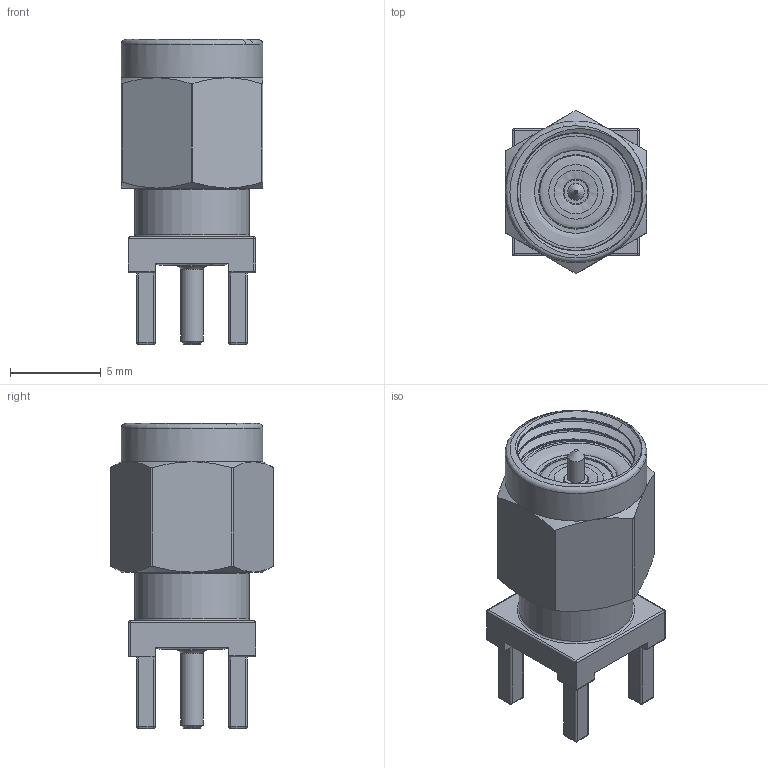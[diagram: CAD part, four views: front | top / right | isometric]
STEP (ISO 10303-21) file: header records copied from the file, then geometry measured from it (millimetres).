
FILE_DESCRIPTION(('STEP AP203'), '1');
FILE_NAME('KLS1-SMA007', '', ('UNSPECIFIED'), ('UNSPECIFIED'), 'C3D Converter', 'C3D Toolkit', '');
FILE_SCHEMA(('CONFIG_CONTROL_DESIGN'));
Length unit declared in the file: millimetre
Bounding box: 7.8 x 8.97 x 16.8 mm (x, y, z)
Volume: 526.5 mm3; surface area: 652.1 mm2
Topology: 1 solids, 1 shells, 184 faces, 442 edges, 256 vertices
Faces by surface type: plane 64, cylinder 63, sphere 21, bspline 16, cone 15, torus 5
Full cylindrical faces by diameter (mm): 0.92 x1, 1.24 x1, 1.3 x1, 1.55 x1, 4.1 x1, 4.39 x1, 6.28 x1, 7.8 x1
Entity records: 14527 total; most frequent: CARTESIAN_POINT 9026, DIRECTION 819, ORIENTED_EDGE 796, EDGE_CURVE 398, AXIS2_PLACEMENT_3D 318, VERTEX_POINT 252, EDGE_LOOP 220, COLOUR_RGB 187
